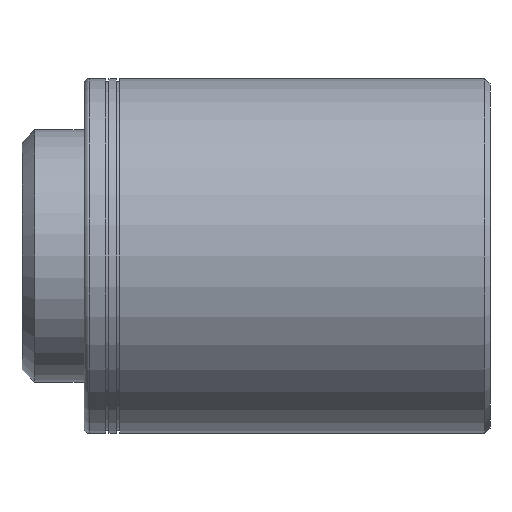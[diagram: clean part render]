
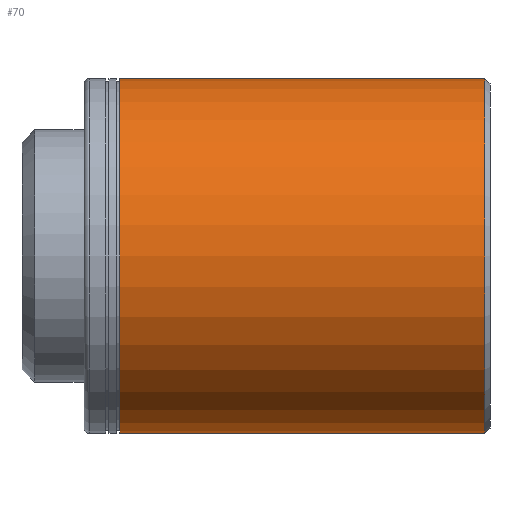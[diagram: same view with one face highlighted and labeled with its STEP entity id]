
A CAD part, front view. The second image highlights one B-rep face of the part: STEP entity #70.
In plain terms, the highlighted cylindrical face has radius 4.37 mm (diameter 8.74 mm), a partial arc.
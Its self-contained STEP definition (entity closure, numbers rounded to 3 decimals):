
#70=ADVANCED_FACE('',(#157),#158,.T.);
#157=FACE_OUTER_BOUND('',#265,.T.);
#158=CYLINDRICAL_SURFACE('',#266,4.37);
#265=EDGE_LOOP('',(#402,#403,#404,#405));
#266=AXIS2_PLACEMENT_3D('',#406,#407,#408);
#402=ORIENTED_EDGE('',*,*,#629,.F.);
#403=ORIENTED_EDGE('',*,*,#630,.T.);
#404=ORIENTED_EDGE('',*,*,#631,.F.);
#405=ORIENTED_EDGE('',*,*,#632,.F.);
#406=CARTESIAN_POINT('',(6.901,0.0,0.));
#407=DIRECTION('',(-1.0,0.0,0.));
#408=DIRECTION('',(0.,0.0,-1.0));
#629=EDGE_CURVE('',#747,#748,#749,.T.);
#630=EDGE_CURVE('',#747,#750,#751,.T.);
#631=EDGE_CURVE('',#752,#750,#753,.T.);
#632=EDGE_CURVE('',#748,#752,#754,.T.);
#747=VERTEX_POINT('',#891);
#748=VERTEX_POINT('',#892);
#749=LINE('',#893,#894);
#750=VERTEX_POINT('',#895);
#751=CIRCLE('',#896,4.37);
#752=VERTEX_POINT('',#897);
#753=LINE('',#898,#899);
#754=CIRCLE('',#900,4.37);
#891=CARTESIAN_POINT('',(11.399,0.,-4.37));
#892=CARTESIAN_POINT('',(2.402,0.,-4.37));
#893=CARTESIAN_POINT('',(6.901,0.,-4.37));
#894=VECTOR('',#1031,1.0);
#895=CARTESIAN_POINT('',(11.399,0.,4.37));
#896=AXIS2_PLACEMENT_3D('',#1032,#1033,#1034);
#897=CARTESIAN_POINT('',(2.402,0.,4.37));
#898=CARTESIAN_POINT('',(6.901,0.,4.37));
#899=VECTOR('',#1035,1.0);
#900=AXIS2_PLACEMENT_3D('',#1036,#1037,#1038);
#1031=DIRECTION('',(-1.0,0.0,0.));
#1032=CARTESIAN_POINT('',(11.399,0.0,0.));
#1033=DIRECTION('',(-1.0,0.0,0.));
#1034=DIRECTION('',(0.,0.0,-1.0));
#1035=DIRECTION('',(1.0,-0.0,0.));
#1036=CARTESIAN_POINT('',(2.402,0.0,0.));
#1037=DIRECTION('',(-1.0,0.0,0.));
#1038=DIRECTION('',(0.,0.0,-1.0));
